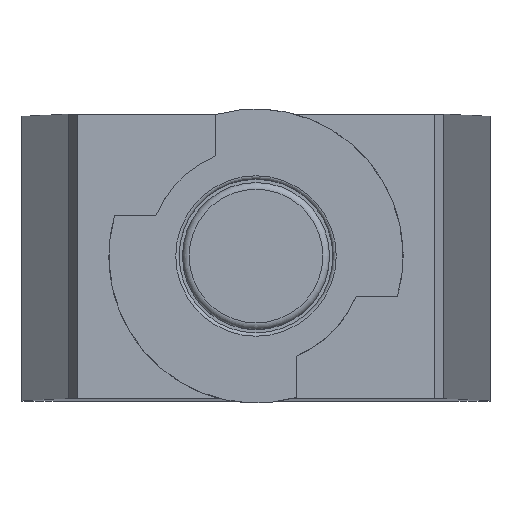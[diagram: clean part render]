
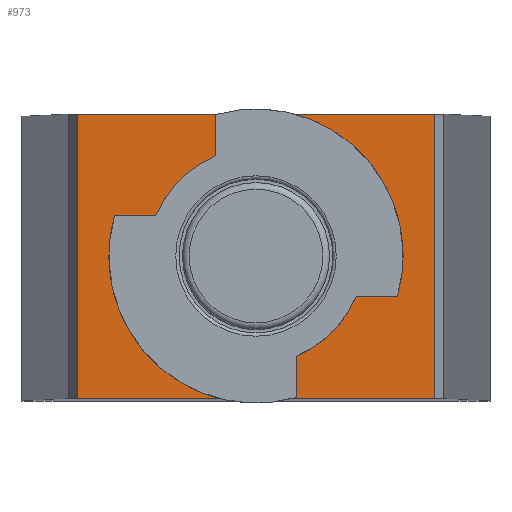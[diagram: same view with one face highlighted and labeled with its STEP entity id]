
A CAD part, top view. The second image highlights one B-rep face of the part: STEP entity #973.
In plain terms, the highlighted planar face has unit normal (0, 0, 1).
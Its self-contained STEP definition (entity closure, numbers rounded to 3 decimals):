
#22=CIRCLE('',#1015,4.4);
#25=CIRCLE('',#1022,3.225);
#26=CIRCLE('',#1023,4.4);
#27=CIRCLE('',#1024,3.225);
#87=ORIENTED_EDGE('',*,*,#281,.T.);
#88=ORIENTED_EDGE('',*,*,#282,.F.);
#89=ORIENTED_EDGE('',*,*,#283,.F.);
#90=ORIENTED_EDGE('',*,*,#279,.T.);
#91=ORIENTED_EDGE('',*,*,#284,.T.);
#92=ORIENTED_EDGE('',*,*,#265,.T.);
#93=ORIENTED_EDGE('',*,*,#285,.T.);
#94=ORIENTED_EDGE('',*,*,#286,.F.);
#95=ORIENTED_EDGE('',*,*,#287,.T.);
#96=ORIENTED_EDGE('',*,*,#288,.T.);
#97=ORIENTED_EDGE('',*,*,#289,.T.);
#98=ORIENTED_EDGE('',*,*,#290,.F.);
#265=EDGE_CURVE('',#363,#364,#22,.T.);
#279=EDGE_CURVE('',#376,#375,#442,.T.);
#281=EDGE_CURVE('',#375,#377,#444,.T.);
#282=EDGE_CURVE('',#378,#377,#445,.T.);
#283=EDGE_CURVE('',#376,#378,#446,.T.);
#284=EDGE_CURVE('',#379,#363,#447,.T.);
#285=EDGE_CURVE('',#364,#380,#448,.T.);
#286=EDGE_CURVE('',#381,#380,#25,.T.);
#287=EDGE_CURVE('',#381,#382,#449,.T.);
#288=EDGE_CURVE('',#382,#383,#26,.T.);
#289=EDGE_CURVE('',#383,#384,#450,.T.);
#290=EDGE_CURVE('',#379,#384,#27,.T.);
#363=VERTEX_POINT('',#1309);
#364=VERTEX_POINT('',#1310);
#375=VERTEX_POINT('',#1337);
#376=VERTEX_POINT('',#1339);
#377=VERTEX_POINT('',#1343);
#378=VERTEX_POINT('',#1345);
#379=VERTEX_POINT('',#1348);
#380=VERTEX_POINT('',#1350);
#381=VERTEX_POINT('',#1352);
#382=VERTEX_POINT('',#1354);
#383=VERTEX_POINT('',#1356);
#384=VERTEX_POINT('',#1358);
#442=LINE('',#1338,#508);
#444=LINE('',#1342,#510);
#445=LINE('',#1344,#511);
#446=LINE('',#1346,#512);
#447=LINE('',#1347,#513);
#448=LINE('',#1349,#514);
#449=LINE('',#1353,#515);
#450=LINE('',#1357,#516);
#508=VECTOR('',#1118,1000.);
#510=VECTOR('',#1122,1000.);
#511=VECTOR('',#1123,1000.);
#512=VECTOR('',#1124,1000.);
#513=VECTOR('',#1125,1000.);
#514=VECTOR('',#1126,1000.);
#515=VECTOR('',#1129,1000.);
#516=VECTOR('',#1132,1000.);
#564=EDGE_LOOP('',(#87,#88,#89,#90));
#565=EDGE_LOOP('',(#91,#92,#93,#94,#95,#96,#97,#98));
#614=FACE_BOUND('',#564,.T.);
#615=FACE_BOUND('',#565,.T.);
#663=PLANE('',#1021);
#973=ADVANCED_FACE('',(#614,#615),#663,.F.);
#1015=AXIS2_PLACEMENT_3D('',#1308,#1095,#1096);
#1021=AXIS2_PLACEMENT_3D('',#1341,#1120,#1121);
#1022=AXIS2_PLACEMENT_3D('',#1351,#1127,#1128);
#1023=AXIS2_PLACEMENT_3D('',#1355,#1130,#1131);
#1024=AXIS2_PLACEMENT_3D('',#1359,#1133,#1134);
#1095=DIRECTION('',(0.,0.,-1.));
#1096=DIRECTION('',(-1.,0.,0.));
#1118=DIRECTION('',(0.,-1.,0.));
#1120=DIRECTION('',(0.,0.,-1.));
#1121=DIRECTION('',(-1.,0.,0.));
#1122=DIRECTION('',(1.,0.,0.));
#1123=DIRECTION('',(0.,-1.,0.));
#1124=DIRECTION('',(1.,0.,0.));
#1125=DIRECTION('',(-1.,0.,0.));
#1126=DIRECTION('',(1.,0.,0.));
#1127=DIRECTION('',(0.,0.,1.));
#1128=DIRECTION('',(1.,0.,0.));
#1129=DIRECTION('',(1.,0.,0.));
#1130=DIRECTION('',(0.,0.,-1.));
#1131=DIRECTION('',(-1.,0.,0.));
#1132=DIRECTION('',(-1.,0.,0.));
#1133=DIRECTION('',(0.,0.,1.));
#1134=DIRECTION('',(1.,0.,0.));
#1308=CARTESIAN_POINT('',(0.,0.,-4.));
#1309=CARTESIAN_POINT('',(-4.233,-1.2,-4.));
#1310=CARTESIAN_POINT('',(-4.233,1.2,-4.));
#1337=CARTESIAN_POINT('',(-5.33,-4.25,-4.));
#1338=CARTESIAN_POINT('',(-5.33,4.25,-4.));
#1339=CARTESIAN_POINT('',(-5.33,4.25,-4.));
#1341=CARTESIAN_POINT('',(-5.33,4.25,-4.));
#1342=CARTESIAN_POINT('',(-5.33,-4.25,-4.));
#1343=CARTESIAN_POINT('',(5.33,-4.25,-4.));
#1344=CARTESIAN_POINT('',(5.33,4.25,-4.));
#1345=CARTESIAN_POINT('',(5.33,4.25,-4.));
#1346=CARTESIAN_POINT('',(-5.33,4.25,-4.));
#1347=CARTESIAN_POINT('',(-2.993,-1.2,-4.));
#1348=CARTESIAN_POINT('',(-2.993,-1.2,-4.));
#1349=CARTESIAN_POINT('',(-4.233,1.2,-4.));
#1350=CARTESIAN_POINT('',(-2.993,1.2,-4.));
#1351=CARTESIAN_POINT('',(0.,0.,-4.));
#1352=CARTESIAN_POINT('',(2.993,1.2,-4.));
#1353=CARTESIAN_POINT('',(2.993,1.2,-4.));
#1354=CARTESIAN_POINT('',(4.233,1.2,-4.));
#1355=CARTESIAN_POINT('',(0.,0.,-4.));
#1356=CARTESIAN_POINT('',(4.233,-1.2,-4.));
#1357=CARTESIAN_POINT('',(4.233,-1.2,-4.));
#1358=CARTESIAN_POINT('',(2.993,-1.2,-4.));
#1359=CARTESIAN_POINT('',(0.,0.,-4.));
